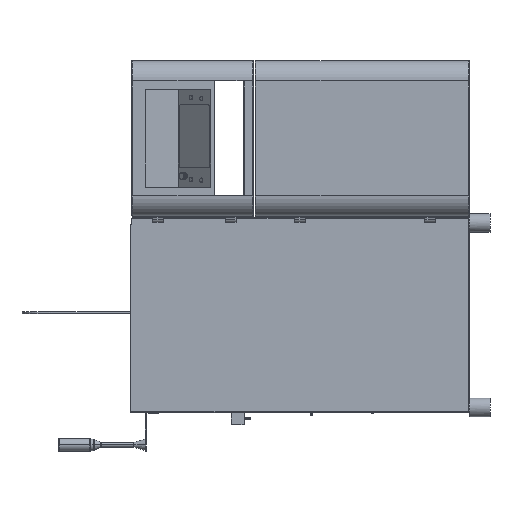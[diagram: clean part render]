
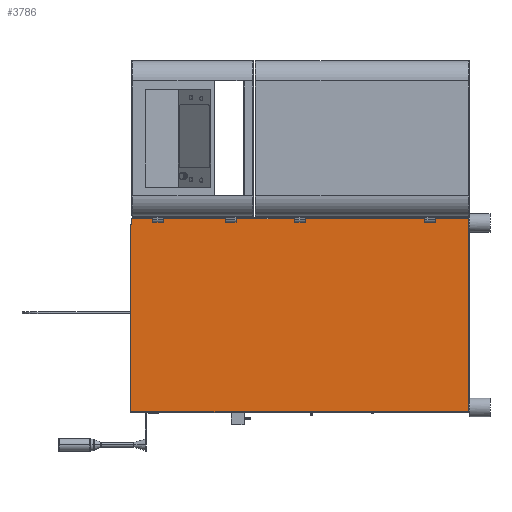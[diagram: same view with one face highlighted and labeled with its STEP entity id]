
A CAD part, left-side view. The second image highlights one B-rep face of the part: STEP entity #3786.
In plain terms, the highlighted planar face has unit normal (-1, 0, 0).
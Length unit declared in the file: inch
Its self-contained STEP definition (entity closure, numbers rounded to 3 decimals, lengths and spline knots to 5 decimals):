
#881=DIRECTION('',(0.,0.,-1.));
#882=VECTOR('',#881,29.76);
#883=CARTESIAN_POINT('',(-12.,0.12,14.88));
#884=LINE('',#883,#882);
#885=DIRECTION('',(0.,-1.,0.));
#886=VECTOR('',#885,52.01);
#887=CARTESIAN_POINT('',(-12.,52.13,-14.88));
#888=LINE('',#887,#886);
#889=DIRECTION('',(0.,0.,1.));
#890=VECTOR('',#889,28.88);
#891=CARTESIAN_POINT('',(-12.,52.13,-14.88));
#892=LINE('',#891,#890);
#893=DIRECTION('',(0.,-1.,0.));
#894=VECTOR('',#893,0.13);
#895=CARTESIAN_POINT('',(-12.,52.13,14.));
#896=LINE('',#895,#894);
#897=DIRECTION('',(0.,0.,-1.));
#898=VECTOR('',#897,0.88);
#899=CARTESIAN_POINT('',(-12.,52.,14.88));
#900=LINE('',#899,#898);
#901=DIRECTION('',(0.,-1.,0.));
#902=VECTOR('',#901,51.88);
#903=CARTESIAN_POINT('',(-12.,52.,14.88));
#904=LINE('',#903,#902);
#2059=CARTESIAN_POINT('',(-12.,52.,14.));
#2061=VERTEX_POINT('',#2059);
#2074=CARTESIAN_POINT('',(-12.,0.12,14.88));
#2075=CARTESIAN_POINT('',(-12.,0.12,-14.88));
#2076=VERTEX_POINT('',#2074);
#2077=VERTEX_POINT('',#2075);
#2078=CARTESIAN_POINT('',(-12.,52.13,-14.88));
#2079=CARTESIAN_POINT('',(-12.,52.13,14.));
#2080=VERTEX_POINT('',#2078);
#2081=VERTEX_POINT('',#2079);
#2138=CARTESIAN_POINT('',(-12.,52.,14.88));
#2139=VERTEX_POINT('',#2138);
#3770=CARTESIAN_POINT('',(-12.,0.,-15.));
#3771=DIRECTION('',(-1.,0.,0.));
#3772=DIRECTION('',(0.,0.,1.));
#3773=AXIS2_PLACEMENT_3D('',#3770,#3771,#3772);
#3774=PLANE('',#3773);
#3775=ORIENTED_EDGE('',*,*,#2773,.T.);
#3777=ORIENTED_EDGE('',*,*,#3776,.F.);
#3778=ORIENTED_EDGE('',*,*,#3760,.T.);
#3780=ORIENTED_EDGE('',*,*,#3779,.T.);
#3782=ORIENTED_EDGE('',*,*,#3781,.F.);
#3783=ORIENTED_EDGE('',*,*,#2901,.T.);
#3784=EDGE_LOOP('',(#3775,#3777,#3778,#3780,#3782,#3783));
#3785=FACE_OUTER_BOUND('',#3784,.F.);
#3786=ADVANCED_FACE('',(#3785),#3774,.T.);
#2773=EDGE_CURVE('',#2076,#2077,#884,.T.);
#2901=EDGE_CURVE('',#2139,#2076,#904,.T.);
#3760=EDGE_CURVE('',#2080,#2081,#892,.T.);
#3776=EDGE_CURVE('',#2080,#2077,#888,.T.);
#3779=EDGE_CURVE('',#2081,#2061,#896,.T.);
#3781=EDGE_CURVE('',#2139,#2061,#900,.T.);
